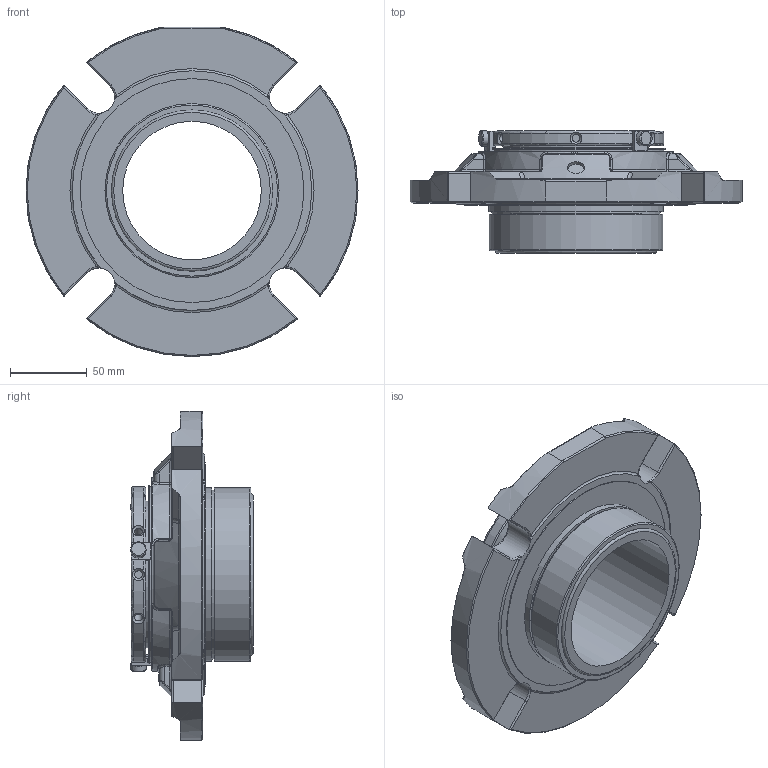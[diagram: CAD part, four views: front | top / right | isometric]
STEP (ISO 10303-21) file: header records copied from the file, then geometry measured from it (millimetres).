
FILE_DESCRIPTION(/* description */ ('Unknown'),/* implementation_level */ '2;1');
FILE_NAME(/* name */ '90mm',/* time_stamp */ '2023-02-21T09:38:13+00:00',/* author */ ('Unknown'),/* organization */ ('Unknown'),/* preprocessor_version */ 'ST-DEVELOPER v16.7',/* originating_system */ 'Solid Edge',/* authorisation */ 'Unknown');
FILE_SCHEMA (('AUTOMOTIVE_DESIGN {1 0 10303 214 3 1 1}'));
Length unit declared in the file: millimetre
Products named in the file (1): 90mm
Bounding box: 215.65 x 79.63 x 213.82 mm (x, y, z)
Volume: 785192.6 mm3; surface area: 124703.9 mm2
Topology: 1 solids, 1 shells, 690 faces, 1818 edges, 1116 vertices
Faces by surface type: plane 206, cylinder 188, bspline 121, torus 91, cone 44, sphere 40
Full cylindrical faces by diameter (mm): 3.761 x1, 5 x8, 6 x3, 10 x3, 10.998 x1, 89.992 x1, 95.232 x1, 104.757 x1, 109.753 x1, 112.7 x1, 113.03 x1, 114.249 x1, 115.773 x1, 145.466 x1
Entity records: 29515 total; most frequent: CARTESIAN_POINT 9413, ORIENTED_EDGE 3420, DIRECTION 2829, EDGE_CURVE 1710, AXIS2_PLACEMENT_3D 1176, VERTEX_POINT 1078, EDGE_LOOP 772, FACE_BOUND 772
